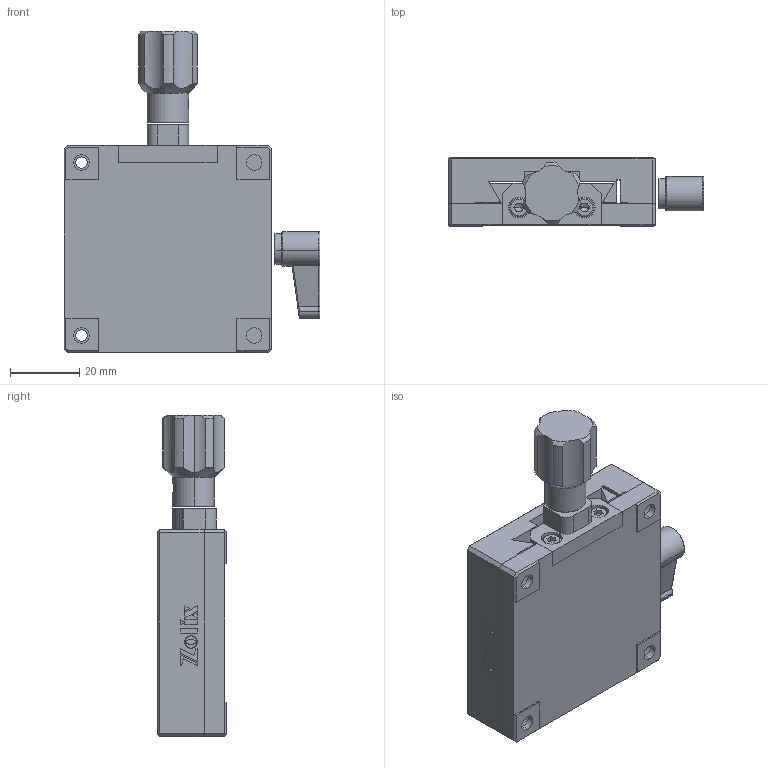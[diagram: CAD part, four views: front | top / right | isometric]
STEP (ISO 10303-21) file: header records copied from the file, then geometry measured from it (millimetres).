
FILE_DESCRIPTION (( 'STEP AP203' ), '1' );
FILE_NAME ('DSM20S-6060E.step', '2019-05-08T10:10:56', ( '' ), ( '' ), 'SwSTEP 2.0', 'SolidWorks 2017', '' );
FILE_SCHEMA (( 'CONFIG_CONTROL_DESIGN' ));
Length unit declared in the file: millimetre
Products named in the file (1): DSM20S-6060E
Bounding box: 74 x 20 x 93 mm (x, y, z)
Surface area: 26662.3 mm2 (no closed solid volume)
Topology: 0 solids, 12 shells, 373 faces, 1246 edges, 843 vertices
Faces by surface type: plane 234, cylinder 91, cone 22, torus 22, bspline 4
Entity records: 13845 total; most frequent: CARTESIAN_POINT 2989, DIRECTION 2222, ORIENTED_EDGE 2071, EDGE_CURVE 1234, VECTOR 890, LINE 890, VERTEX_POINT 843, AXIS2_PLACEMENT_3D 666
